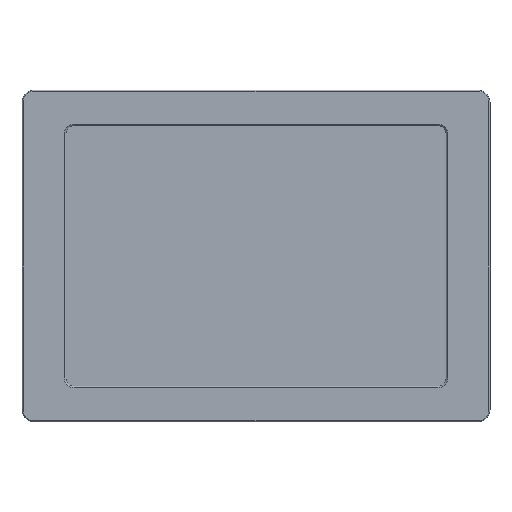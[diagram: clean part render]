
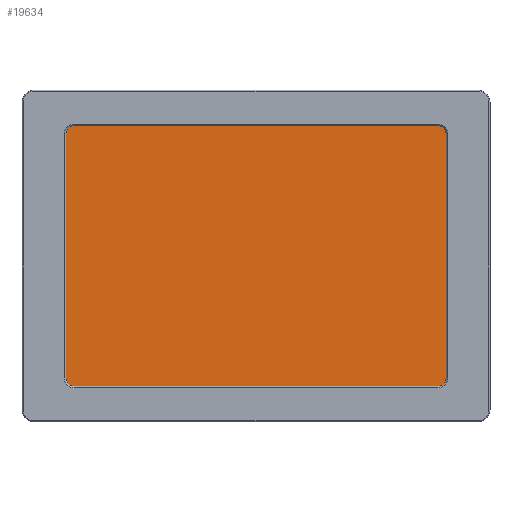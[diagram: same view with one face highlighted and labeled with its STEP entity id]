
A CAD part, top view. The second image highlights one B-rep face of the part: STEP entity #19634.
In plain terms, the highlighted planar face has unit normal (0, 0, 1).
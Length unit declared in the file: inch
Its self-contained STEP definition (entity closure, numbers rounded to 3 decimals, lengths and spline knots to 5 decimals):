
#144=PLANE('',#20738);
#1205=FACE_OUTER_BOUND('',#2269,.T.);
#2269=EDGE_LOOP('',(#13120,#13121,#13122,#13123,#13124,#13125,#13126,#13127));
#3429=CIRCLE('',#20739,0.25);
#3430=CIRCLE('',#20740,0.25);
#3431=CIRCLE('',#20741,0.25);
#3432=CIRCLE('',#20742,0.25);
#4074=LINE('',#28564,#6160);
#4075=LINE('',#28568,#6161);
#4076=LINE('',#28572,#6162);
#4077=LINE('',#28575,#6163);
#6160=VECTOR('',#22238,0.3937);
#6161=VECTOR('',#22241,0.3937);
#6162=VECTOR('',#22244,0.3937);
#6163=VECTOR('',#22247,0.3937);
#8324=VERTEX_POINT('',#28560);
#8325=VERTEX_POINT('',#28561);
#8326=VERTEX_POINT('',#28563);
#8327=VERTEX_POINT('',#28565);
#8328=VERTEX_POINT('',#28567);
#8329=VERTEX_POINT('',#28569);
#8330=VERTEX_POINT('',#28571);
#8331=VERTEX_POINT('',#28573);
#10220=EDGE_CURVE('',#8324,#8325,#3429,.T.);
#10221=EDGE_CURVE('',#8326,#8324,#4074,.T.);
#10222=EDGE_CURVE('',#8327,#8326,#3430,.T.);
#10223=EDGE_CURVE('',#8328,#8327,#4075,.T.);
#10224=EDGE_CURVE('',#8329,#8328,#3431,.T.);
#10225=EDGE_CURVE('',#8330,#8329,#4076,.T.);
#10226=EDGE_CURVE('',#8331,#8330,#3432,.T.);
#10227=EDGE_CURVE('',#8325,#8331,#4077,.T.);
#13120=ORIENTED_EDGE('',*,*,#10220,.F.);
#13121=ORIENTED_EDGE('',*,*,#10221,.F.);
#13122=ORIENTED_EDGE('',*,*,#10222,.F.);
#13123=ORIENTED_EDGE('',*,*,#10223,.F.);
#13124=ORIENTED_EDGE('',*,*,#10224,.F.);
#13125=ORIENTED_EDGE('',*,*,#10225,.F.);
#13126=ORIENTED_EDGE('',*,*,#10226,.F.);
#13127=ORIENTED_EDGE('',*,*,#10227,.F.);
#19634=ADVANCED_FACE('',(#1205),#144,.T.);
#20738=AXIS2_PLACEMENT_3D('',#28559,#22234,#22235);
#20739=AXIS2_PLACEMENT_3D('',#28562,#22236,#22237);
#20740=AXIS2_PLACEMENT_3D('',#28566,#22239,#22240);
#20741=AXIS2_PLACEMENT_3D('',#28570,#22242,#22243);
#20742=AXIS2_PLACEMENT_3D('',#28574,#22245,#22246);
#22234=DIRECTION('center_axis',(0.,0.,
1.));
#22235=DIRECTION('ref_axis',(1.,0.,0.));
#22236=DIRECTION('center_axis',(0.,0.,
-1.));
#22237=DIRECTION('ref_axis',(-1.,0.,0.));
#22238=DIRECTION('',(1.,0.,0.));
#22239=DIRECTION('center_axis',(0.,0.,
-1.));
#22240=DIRECTION('ref_axis',(0.,-1.,0.));
#22241=DIRECTION('',(0.,1.,0.));
#22242=DIRECTION('center_axis',(0.,0.,
-1.));
#22243=DIRECTION('ref_axis',(1.,0.,0.));
#22244=DIRECTION('',(-1.,0.,0.));
#22245=DIRECTION('center_axis',(0.,0.,
-1.));
#22246=DIRECTION('ref_axis',(0.,1.,0.));
#22247=DIRECTION('',(0.,-1.,0.));
#28559=CARTESIAN_POINT('Origin',(12.47703,4.98178,0.58));
#28560=CARTESIAN_POINT('',(17.91403,8.863,0.58));
#28561=CARTESIAN_POINT('',(18.16403,8.613,0.58));
#28562=CARTESIAN_POINT('Origin',(17.91403,8.613,0.58));
#28563=CARTESIAN_POINT('',(7.04003,8.863,0.58));
#28564=CARTESIAN_POINT('',(9.75853,8.863,0.58));
#28565=CARTESIAN_POINT('',(6.79003,8.613,0.58));
#28566=CARTESIAN_POINT('Origin',(7.04003,8.613,0.58));
#28567=CARTESIAN_POINT('',(6.79003,1.313,0.58));
#28568=CARTESIAN_POINT('',(6.79003,3.14739,0.58));
#28569=CARTESIAN_POINT('',(7.04003,1.063,0.58));
#28570=CARTESIAN_POINT('Origin',(7.04003,1.313,0.58));
#28571=CARTESIAN_POINT('',(17.91403,1.063,0.58));
#28572=CARTESIAN_POINT('',(15.19553,1.063,0.58));
#28573=CARTESIAN_POINT('',(18.16403,1.313,0.58));
#28574=CARTESIAN_POINT('Origin',(17.91403,1.313,0.58));
#28575=CARTESIAN_POINT('',(18.16403,6.79739,0.58));
